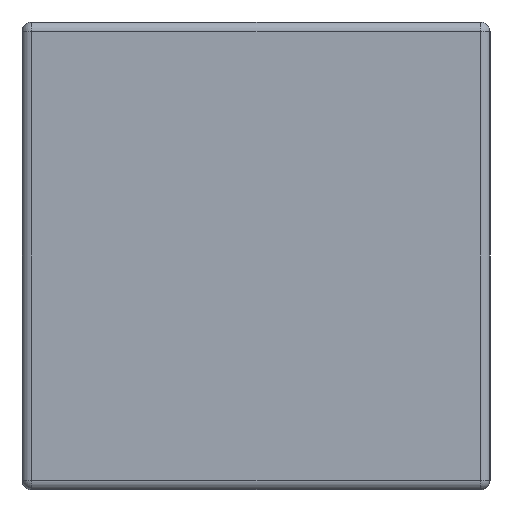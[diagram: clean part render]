
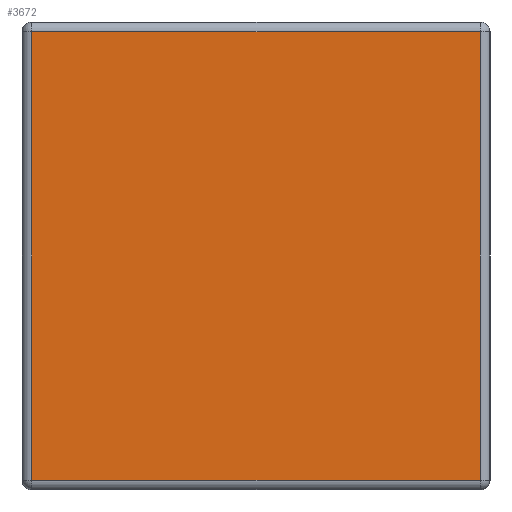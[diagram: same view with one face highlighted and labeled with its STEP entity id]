
A CAD part, left-side view. The second image highlights one B-rep face of the part: STEP entity #3672.
In plain terms, the highlighted planar face has unit normal (-1, 0, 0).
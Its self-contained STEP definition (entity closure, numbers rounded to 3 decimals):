
#88 = CARTESIAN_POINT ( 'NONE',  ( 0., 0.037, -0.037 ) ) ;
#200 = LINE ( 'NONE', #1250, #258 ) ;
#258 = VECTOR ( 'NONE', #3020, 1000. ) ;
#311 = DIRECTION ( 'NONE',  ( 0., -1., 0. ) ) ;
#342 = LINE ( 'NONE', #2510, #1159 ) ;
#383 = CARTESIAN_POINT ( 'NONE',  ( 0., 1.763, -1.763 ) ) ;
#625 = EDGE_CURVE ( 'NONE', #726, #1173, #2894, .T. ) ;
#701 = ORIENTED_EDGE ( 'NONE', *, *, #702, .T. ) ;
#702 = EDGE_CURVE ( 'NONE', #1173, #4273, #342, .T. ) ;
#726 = VERTEX_POINT ( 'NONE', #1469 ) ;
#936 = CARTESIAN_POINT ( 'NONE',  ( 0., 1.8, -0.037 ) ) ;
#1158 = AXIS2_PLACEMENT_3D ( 'NONE', #4277, #3409, #3565 ) ;
#1159 = VECTOR ( 'NONE', #311, 1000. ) ;
#1173 = VERTEX_POINT ( 'NONE', #383 ) ;
#1250 = CARTESIAN_POINT ( 'NONE',  ( 0., 0.037, 0. ) ) ;
#1262 = ORIENTED_EDGE ( 'NONE', *, *, #1913, .T. ) ;
#1270 = CARTESIAN_POINT ( 'NONE',  ( 0., 0.037, -1.763 ) ) ;
#1469 = CARTESIAN_POINT ( 'NONE',  ( 0., 1.763, -0.037 ) ) ;
#1561 = FACE_OUTER_BOUND ( 'NONE', #3115, .T. ) ;
#1913 = EDGE_CURVE ( 'NONE', #4273, #4225, #200, .T. ) ;
#1923 = PLANE ( 'NONE',  #1158 ) ;
#1933 = EDGE_CURVE ( 'NONE', #4225, #726, #4540, .T. ) ;
#2108 = DIRECTION ( 'NONE',  ( 0., 0., -1. ) ) ;
#2510 = CARTESIAN_POINT ( 'NONE',  ( 0., 0., -1.763 ) ) ;
#2612 = ORIENTED_EDGE ( 'NONE', *, *, #625, .T. ) ;
#2677 = VECTOR ( 'NONE', #2682, 1000. ) ;
#2682 = DIRECTION ( 'NONE',  ( 0., 1., 0. ) ) ;
#2894 = LINE ( 'NONE', #2941, #3960 ) ;
#2938 = ORIENTED_EDGE ( 'NONE', *, *, #1933, .T. ) ;
#2941 = CARTESIAN_POINT ( 'NONE',  ( 0., 1.763, -1.8 ) ) ;
#3020 = DIRECTION ( 'NONE',  ( 0., 0., 1. ) ) ;
#3115 = EDGE_LOOP ( 'NONE', ( #701, #1262, #2938, #2612 ) ) ;
#3409 = DIRECTION ( 'NONE',  ( -1., 0., 0. ) ) ;
#3565 = DIRECTION ( 'NONE',  ( 0., 0., 1. ) ) ;
#3672 = ADVANCED_FACE ( 'NONE', ( #1561 ), #1923, .T. ) ;
#3960 = VECTOR ( 'NONE', #2108, 1000. ) ;
#4225 = VERTEX_POINT ( 'NONE', #88 ) ;
#4273 = VERTEX_POINT ( 'NONE', #1270 ) ;
#4277 = CARTESIAN_POINT ( 'NONE',  ( 0., 0., 0. ) ) ;
#4540 = LINE ( 'NONE', #936, #2677 ) ;
